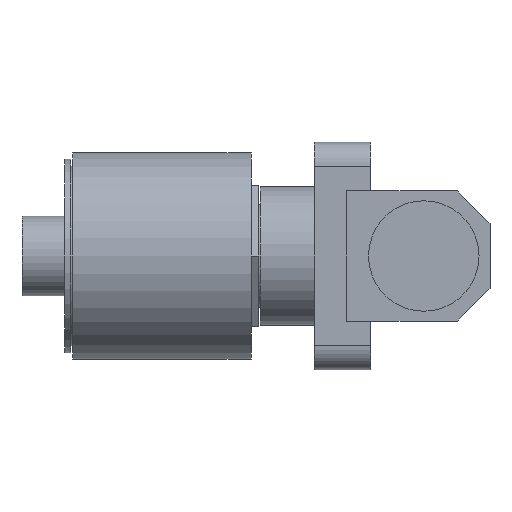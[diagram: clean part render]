
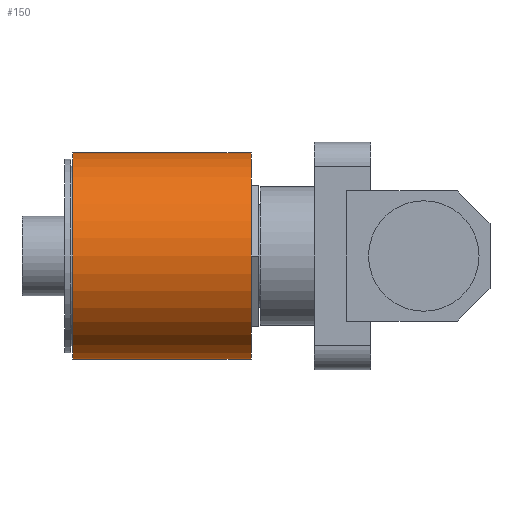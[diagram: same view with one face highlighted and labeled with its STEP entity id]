
A CAD part, left-side view. The second image highlights one B-rep face of the part: STEP entity #150.
In plain terms, the highlighted cylindrical face has radius 25.4 mm (diameter 50.8 mm), a partial arc.
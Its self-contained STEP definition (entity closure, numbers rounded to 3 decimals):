
#1 = VERTEX_POINT ( 'NONE', #477 ) ;
#57 = DIRECTION ( 'NONE',  ( 0., 0., 1. ) ) ;
#105 = FACE_OUTER_BOUND ( 'NONE', #865, .T. ) ;
#150 = ADVANCED_FACE ( 'NONE', ( #105 ), #991, .T. ) ;
#165 = AXIS2_PLACEMENT_3D ( 'NONE', #333, #1374, #57 ) ;
#184 = LINE ( 'NONE', #755, #1744 ) ;
#245 = VERTEX_POINT ( 'NONE', #533 ) ;
#333 = CARTESIAN_POINT ( 'NONE',  ( 0., 53.32, 0. ) ) ;
#361 = DIRECTION ( 'NONE',  ( 0., 0., 1. ) ) ;
#386 = ORIENTED_EDGE ( 'NONE', *, *, #908, .F. ) ;
#435 = VERTEX_POINT ( 'NONE', #457 ) ;
#457 = CARTESIAN_POINT ( 'NONE',  ( 0., 9.4, -25.4 ) ) ;
#477 = CARTESIAN_POINT ( 'NONE',  ( 0., 9.4, 25.4 ) ) ;
#505 = AXIS2_PLACEMENT_3D ( 'NONE', #1702, #838, #671 ) ;
#533 = CARTESIAN_POINT ( 'NONE',  ( 0., 53.32, -25.4 ) ) ;
#568 = EDGE_CURVE ( 'NONE', #245, #1733, #1851, .T. ) ;
#600 = EDGE_CURVE ( 'NONE', #245, #435, #1765, .T. ) ;
#671 = DIRECTION ( 'NONE',  ( 0., 0., -1. ) ) ;
#735 = AXIS2_PLACEMENT_3D ( 'NONE', #951, #1848, #361 ) ;
#755 = CARTESIAN_POINT ( 'NONE',  ( 0., 53.32, 25.4 ) ) ;
#838 = DIRECTION ( 'NONE',  ( 0., -1., 0. ) ) ;
#865 = EDGE_LOOP ( 'NONE', ( #386, #1825, #973, #1618 ) ) ;
#908 = EDGE_CURVE ( 'NONE', #1733, #1, #184, .T. ) ;
#951 = CARTESIAN_POINT ( 'NONE',  ( 0., 9.4, 0. ) ) ;
#955 = EDGE_CURVE ( 'NONE', #435, #1, #1896, .T. ) ;
#973 = ORIENTED_EDGE ( 'NONE', *, *, #600, .T. ) ;
#991 = CYLINDRICAL_SURFACE ( 'NONE', #505, 25.4 ) ;
#998 = CARTESIAN_POINT ( 'NONE',  ( 0., 53.32, -25.4 ) ) ;
#1130 = CARTESIAN_POINT ( 'NONE',  ( 0., 53.32, 25.4 ) ) ;
#1348 = DIRECTION ( 'NONE',  ( 0., -1., 0. ) ) ;
#1374 = DIRECTION ( 'NONE',  ( 0., 1., 0. ) ) ;
#1600 = DIRECTION ( 'NONE',  ( 0., -1., 0. ) ) ;
#1618 = ORIENTED_EDGE ( 'NONE', *, *, #955, .T. ) ;
#1659 = VECTOR ( 'NONE', #1600, 1000. ) ;
#1702 = CARTESIAN_POINT ( 'NONE',  ( 0., 53.32, 0. ) ) ;
#1733 = VERTEX_POINT ( 'NONE', #1130 ) ;
#1744 = VECTOR ( 'NONE', #1348, 1000. ) ;
#1765 = LINE ( 'NONE', #998, #1659 ) ;
#1825 = ORIENTED_EDGE ( 'NONE', *, *, #568, .F. ) ;
#1848 = DIRECTION ( 'NONE',  ( 0., 1., 0. ) ) ;
#1851 = CIRCLE ( 'NONE', #165, 25.4 ) ;
#1896 = CIRCLE ( 'NONE', #735, 25.4 ) ;
